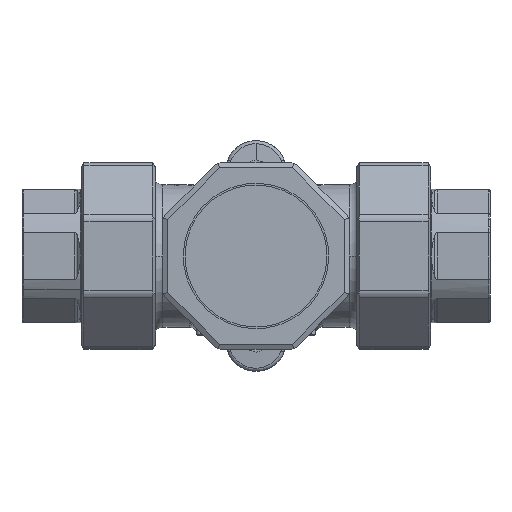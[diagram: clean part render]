
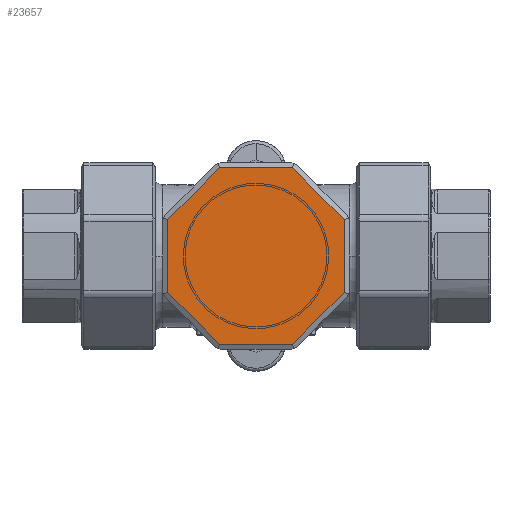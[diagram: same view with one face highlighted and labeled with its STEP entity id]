
A CAD part, front view. The second image highlights one B-rep face of the part: STEP entity #23657.
In plain terms, the highlighted planar face has unit normal (0, -1, 0).
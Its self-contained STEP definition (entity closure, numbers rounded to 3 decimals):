
#6503 = AXIS2_PLACEMENT_3D ( 'NONE', #28772, #28783, #28784 ) ;
#8283 = VERTEX_POINT ( 'NONE', #12720 ) ;
#8342 = VERTEX_POINT ( 'NONE', #12760 ) ;
#8347 = VERTEX_POINT ( 'NONE', #12772 ) ;
#8404 = VERTEX_POINT ( 'NONE', #12814 ) ;
#8429 = VERTEX_POINT ( 'NONE', #12833 ) ;
#8467 = VERTEX_POINT ( 'NONE', #12860 ) ;
#8468 = VERTEX_POINT ( 'NONE', #12861 ) ;
#8480 = VERTEX_POINT ( 'NONE', #12865 ) ;
#9699 = EDGE_LOOP ( 'NONE', ( #26169, #26149, #26148, #26147, #26145, #26146, #26144, #26142 ) ) ;
#12720 = CARTESIAN_POINT ( 'NONE',  ( 26.078, -57.159, 10.802 ) ) ;
#12760 = CARTESIAN_POINT ( 'NONE',  ( 10.802, -57.159, 26.078 ) ) ;
#12772 = CARTESIAN_POINT ( 'NONE',  ( -10.802, -57.159, -26.078 ) ) ;
#12814 = CARTESIAN_POINT ( 'NONE',  ( -26.078, -57.159, 10.802 ) ) ;
#12833 = CARTESIAN_POINT ( 'NONE',  ( 10.802, -57.159, -26.078 ) ) ;
#12860 = CARTESIAN_POINT ( 'NONE',  ( -10.802, -57.159, 26.078 ) ) ;
#12861 = CARTESIAN_POINT ( 'NONE',  ( -26.078, -57.159, -10.802 ) ) ;
#12865 = CARTESIAN_POINT ( 'NONE',  ( 26.078, -57.159, -10.802 ) ) ;
#19088 = EDGE_CURVE ( 'NONE', #8468, #8347, #30057, .T. ) ;
#19095 = EDGE_CURVE ( 'NONE', #8404, #8468, #30077, .T. ) ;
#19103 = EDGE_CURVE ( 'NONE', #8347, #8429, #30102, .T. ) ;
#19109 = EDGE_CURVE ( 'NONE', #8467, #8404, #30127, .T. ) ;
#19119 = EDGE_CURVE ( 'NONE', #8429, #8480, #30137, .T. ) ;
#19124 = EDGE_CURVE ( 'NONE', #8342, #8467, #30178, .T. ) ;
#19134 = EDGE_CURVE ( 'NONE', #8480, #8283, #30201, .T. ) ;
#19140 = EDGE_CURVE ( 'NONE', #8283, #8342, #30216, .T. ) ;
#23657 = ADVANCED_FACE ( 'NONE', ( #28780 ), #28781, .F. ) ;
#26142 = ORIENTED_EDGE ( 'NONE', *, *, #19109, .T. ) ;
#26144 = ORIENTED_EDGE ( 'NONE', *, *, #19124, .T. ) ;
#26145 = ORIENTED_EDGE ( 'NONE', *, *, #19134, .T. ) ;
#26146 = ORIENTED_EDGE ( 'NONE', *, *, #19140, .T. ) ;
#26147 = ORIENTED_EDGE ( 'NONE', *, *, #19119, .T. ) ;
#26148 = ORIENTED_EDGE ( 'NONE', *, *, #19103, .T. ) ;
#26149 = ORIENTED_EDGE ( 'NONE', *, *, #19088, .T. ) ;
#26169 = ORIENTED_EDGE ( 'NONE', *, *, #19095, .T. ) ;
#26325 = VECTOR ( 'NONE', #30060, 1000. ) ;
#26378 = VECTOR ( 'NONE', #30218, 1000. ) ;
#26381 = VECTOR ( 'NONE', #30203, 1000. ) ;
#26387 = VECTOR ( 'NONE', #30180, 1000. ) ;
#26393 = VECTOR ( 'NONE', #30168, 1000. ) ;
#26398 = VECTOR ( 'NONE', #30129, 1000. ) ;
#26400 = VECTOR ( 'NONE', #30104, 1000. ) ;
#26407 = VECTOR ( 'NONE', #30079, 1000. ) ;
#28772 = CARTESIAN_POINT ( 'NONE',  ( -27.583, -57.159, -27.582 ) ) ;
#28780 = FACE_OUTER_BOUND ( 'NONE', #9699, .T. ) ;
#28781 = PLANE ( 'NONE',  #6503 ) ;
#28783 = DIRECTION ( 'NONE',  ( 0., 1., 0. ) ) ;
#28784 = DIRECTION ( 'NONE',  ( 0.383, 0., 0.924 ) ) ;
#30057 = LINE ( 'NONE', #30059, #26325 ) ;
#30059 = CARTESIAN_POINT ( 'NONE',  ( -18.44, -57.159, -18.44 ) ) ;
#30060 = DIRECTION ( 'NONE',  ( 0.707, 0., -0.707 ) ) ;
#30077 = LINE ( 'NONE', #30078, #26407 ) ;
#30078 = CARTESIAN_POINT ( 'NONE',  ( -26.078, -57.159, -27.582 ) ) ;
#30079 = DIRECTION ( 'NONE',  ( 0., 0., -1. ) ) ;
#30102 = LINE ( 'NONE', #30103, #26400 ) ;
#30103 = CARTESIAN_POINT ( 'NONE',  ( -27.583, -57.159, -26.078 ) ) ;
#30104 = DIRECTION ( 'NONE',  ( 1., 0., 0. ) ) ;
#30127 = LINE ( 'NONE', #30128, #26398 ) ;
#30128 = CARTESIAN_POINT ( 'NONE',  ( -46.022, -57.159, -9.142 ) ) ;
#30129 = DIRECTION ( 'NONE',  ( -0.707, 0., -0.707 ) ) ;
#30136 = CARTESIAN_POINT ( 'NONE',  ( -9.143, -57.159, -46.022 ) ) ;
#30137 = LINE ( 'NONE', #30136, #26393 ) ;
#30168 = DIRECTION ( 'NONE',  ( 0.707, 0., 0.707 ) ) ;
#30178 = LINE ( 'NONE', #30179, #26387 ) ;
#30179 = CARTESIAN_POINT ( 'NONE',  ( -27.583, -57.159, 26.078 ) ) ;
#30180 = DIRECTION ( 'NONE',  ( -1., 0., 0. ) ) ;
#30201 = LINE ( 'NONE', #30202, #26381 ) ;
#30202 = CARTESIAN_POINT ( 'NONE',  ( 26.078, -57.159, -27.582 ) ) ;
#30203 = DIRECTION ( 'NONE',  ( 0., 0., 1. ) ) ;
#30216 = LINE ( 'NONE', #30217, #26378 ) ;
#30217 = CARTESIAN_POINT ( 'NONE',  ( 18.44, -57.159, 18.44 ) ) ;
#30218 = DIRECTION ( 'NONE',  ( -0.707, 0., 0.707 ) ) ;
